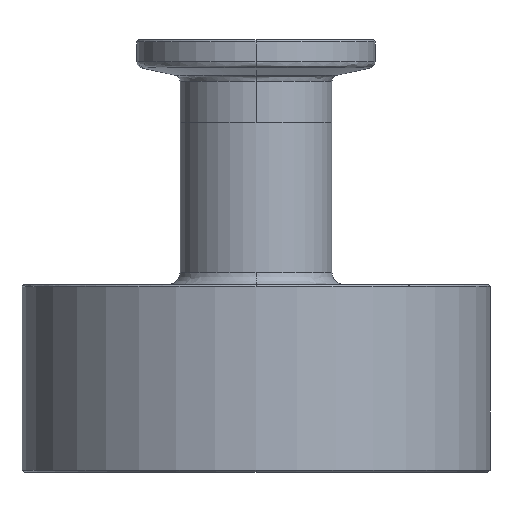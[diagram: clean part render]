
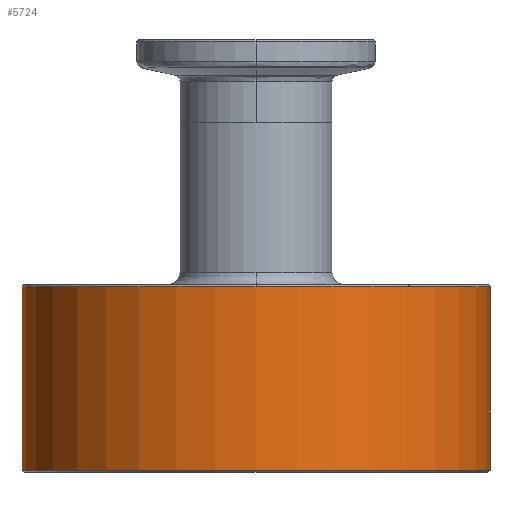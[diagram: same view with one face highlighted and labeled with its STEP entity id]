
A CAD part, front view. The second image highlights one B-rep face of the part: STEP entity #5724.
In plain terms, the highlighted cylindrical face has radius 29.362 mm (diameter 58.725 mm), a partial arc.
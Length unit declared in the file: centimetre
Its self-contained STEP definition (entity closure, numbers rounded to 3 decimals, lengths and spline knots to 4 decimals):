
#831 = DIRECTION ( 'NONE',  ( 1., 0., 0. ) ) ;
#833 = DIRECTION ( 'NONE',  ( 0., 0., 1. ) ) ;
#835 = CARTESIAN_POINT ( 'NONE',  ( 0., 0., -5.3975 ) ) ;
#1137 = EDGE_CURVE ( 'NONE', #7364, #7375, #8419, .T. ) ;
#1198 = EDGE_CURVE ( 'NONE', #7806, #7474, #8263, .T. ) ;
#2112 = DIRECTION ( 'NONE',  ( 1., 0., 0. ) ) ;
#2116 = DIRECTION ( 'NONE',  ( 0., 0., 1. ) ) ;
#2117 = CARTESIAN_POINT ( 'NONE',  ( 0., 0., -3.3274 ) ) ;
#2476 = AXIS2_PLACEMENT_3D ( 'NONE', #2117, #2116, #2112 ) ;
#3110 = CARTESIAN_POINT ( 'NONE',  ( 0., 0., -3.0988 ) ) ;
#3111 = DIRECTION ( 'NONE',  ( 0., 0., -1. ) ) ;
#3112 = DIRECTION ( 'NONE',  ( 1., 0., 0. ) ) ;
#3169 = ORIENTED_EDGE ( 'NONE', *, *, #4333, .T. ) ;
#3246 = ORIENTED_EDGE ( 'NONE', *, *, #9524, .F. ) ;
#3606 = ORIENTED_EDGE ( 'NONE', *, *, #1198, .T. ) ;
#3612 = ORIENTED_EDGE ( 'NONE', *, *, #1137, .T. ) ;
#3614 = ORIENTED_EDGE ( 'NONE', *, *, #9523, .T. ) ;
#3620 = ORIENTED_EDGE ( 'NONE', *, *, #6067, .T. ) ;
#3836 = CARTESIAN_POINT ( 'NONE',  ( 0., -2.9362, -5.3975 ) ) ;
#3857 = CARTESIAN_POINT ( 'NONE',  ( 2.9362, 0., -5.3975 ) ) ;
#3926 = CARTESIAN_POINT ( 'NONE',  ( -2.9362, 0., -3.0988 ) ) ;
#3989 = CARTESIAN_POINT ( 'NONE',  ( 2.9362, 0., -3.0988 ) ) ;
#4012 = CARTESIAN_POINT ( 'NONE',  ( -2.9362, 0., -5.3975 ) ) ;
#4078 = CARTESIAN_POINT ( 'NONE',  ( 0., -2.9362, -3.0988 ) ) ;
#4209 = CARTESIAN_POINT ( 'NONE',  ( 2.9362, 0., -3.3274 ) ) ;
#4210 = DIRECTION ( 'NONE',  ( 0., 0., 1. ) ) ;
#4211 = CARTESIAN_POINT ( 'NONE',  ( -2.9362, 0., -3.3274 ) ) ;
#4212 = DIRECTION ( 'NONE',  ( 0., 0., 1. ) ) ;
#4333 = EDGE_CURVE ( 'NONE', #7653, #7806, #8283, .T. ) ;
#5509 = CARTESIAN_POINT ( 'NONE',  ( 0., 0., -5.3975 ) ) ;
#5510 = DIRECTION ( 'NONE',  ( 0., 0., 1. ) ) ;
#5511 = DIRECTION ( 'NONE',  ( 1., 0., 0. ) ) ;
#5724 = ADVANCED_FACE ( 'NONE', ( #6508 ), #6463, .T. ) ;
#6067 = EDGE_CURVE ( 'NONE', #7692, #7364, #6612, .T. ) ;
#6144 = CARTESIAN_POINT ( 'NONE',  ( 0., 0., -3.0988 ) ) ;
#6146 = DIRECTION ( 'NONE',  ( 0., 0., -1. ) ) ;
#6148 = DIRECTION ( 'NONE',  ( 1., 0., 0. ) ) ;
#6324 = LINE ( 'NONE', #4209, #6383 ) ;
#6375 = LINE ( 'NONE', #4211, #6505 ) ;
#6383 = VECTOR ( 'NONE', #4210, 100. ) ;
#6463 = CYLINDRICAL_SURFACE ( 'NONE', #2476, 2.9362 ) ;
#6505 = VECTOR ( 'NONE', #4212, 100. ) ;
#6508 = FACE_OUTER_BOUND ( 'NONE', #7944, .T. ) ;
#6612 = CIRCLE ( 'NONE', #8481, 2.9362 ) ;
#7364 = VERTEX_POINT ( 'NONE', #3836 ) ;
#7375 = VERTEX_POINT ( 'NONE', #3857 ) ;
#7474 = VERTEX_POINT ( 'NONE', #3926 ) ;
#7653 = VERTEX_POINT ( 'NONE', #3989 ) ;
#7692 = VERTEX_POINT ( 'NONE', #4012 ) ;
#7806 = VERTEX_POINT ( 'NONE', #4078 ) ;
#7944 = EDGE_LOOP ( 'NONE', ( #3246, #3620, #3612, #3614, #3169, #3606 ) ) ;
#8263 = CIRCLE ( 'NONE', #9544, 2.9362 ) ;
#8283 = CIRCLE ( 'NONE', #9530, 2.9362 ) ;
#8419 = CIRCLE ( 'NONE', #9641, 2.9362 ) ;
#8481 = AXIS2_PLACEMENT_3D ( 'NONE', #5509, #5510, #5511 ) ;
#9523 = EDGE_CURVE ( 'NONE', #7375, #7653, #6324, .T. ) ;
#9524 = EDGE_CURVE ( 'NONE', #7692, #7474, #6375, .T. ) ;
#9530 = AXIS2_PLACEMENT_3D ( 'NONE', #3110, #3111, #3112 ) ;
#9544 = AXIS2_PLACEMENT_3D ( 'NONE', #6144, #6146, #6148 ) ;
#9641 = AXIS2_PLACEMENT_3D ( 'NONE', #835, #833, #831 ) ;
